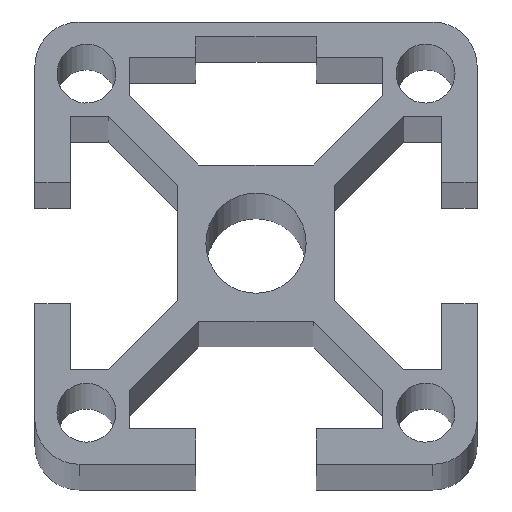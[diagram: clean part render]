
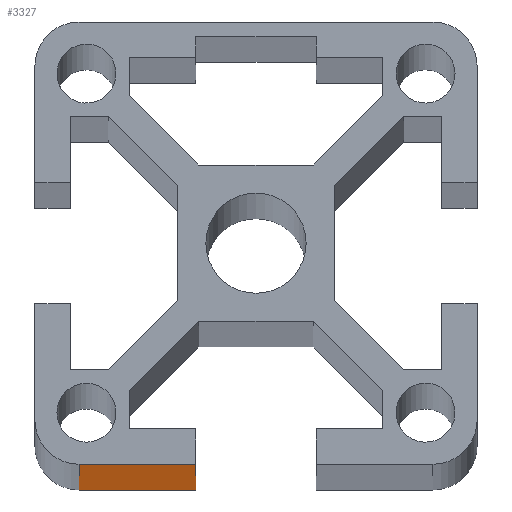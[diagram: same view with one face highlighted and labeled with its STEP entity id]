
A CAD part, top view. The second image highlights one B-rep face of the part: STEP entity #3327.
In plain terms, the highlighted planar face has unit normal (0, -1, 0).
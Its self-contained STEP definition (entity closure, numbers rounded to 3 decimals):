
#1697=ORIENTED_EDGE('',*,*,#2358,.T.);
#1698=ORIENTED_EDGE('',*,*,#2359,.F.);
#1699=ORIENTED_EDGE('',*,*,#2355,.F.);
#1700=ORIENTED_EDGE('',*,*,#2360,.T.);
#1973=VECTOR('',#2709,1.);
#1974=VECTOR('',#2716,1.);
#1975=VECTOR('',#2717,1.);
#1976=VECTOR('',#2718,1.);
#2109=LINE('',#3019,#1973);
#2110=LINE('',#3025,#1974);
#2111=LINE('',#3026,#1975);
#2112=LINE('',#3027,#1976);
#2225=VERTEX_POINT('',#3017);
#2226=VERTEX_POINT('',#3018);
#2227=VERTEX_POINT('',#3023);
#2228=VERTEX_POINT('',#3024);
#2355=EDGE_CURVE('',#2225,#2226,#2109,.T.);
#2358=EDGE_CURVE('',#2227,#2228,#2110,.T.);
#2359=EDGE_CURVE('',#2226,#2228,#2111,.T.);
#2360=EDGE_CURVE('',#2225,#2227,#2112,.T.);
#2459=EDGE_LOOP('',(#1697,#1698,#1699,#1700));
#2531=FACE_BOUND('',#2459,.T.);
#2709=DIRECTION('',(-1000.,0.,0.));
#2714=DIRECTION('',(0.,-1.,0.));
#2715=DIRECTION('',(-1.,0.,0.));
#2716=DIRECTION('',(-1000.,0.,0.));
#2717=DIRECTION('',(0.,0.,7.9));
#2718=DIRECTION('',(0.,0.,7.9));
#3017=CARTESIAN_POINT('',(1000.,-15.,-12.));
#3018=CARTESIAN_POINT('',(0.,-15.,-12.));
#3019=CARTESIAN_POINT('',(1000.,-15.,-12.));
#3022=CARTESIAN_POINT('',(1000.,-15.,-4.1));
#3023=CARTESIAN_POINT('',(1000.,-15.,-4.1));
#3024=CARTESIAN_POINT('',(0.,-15.,-4.1));
#3025=CARTESIAN_POINT('',(1000.,-15.,-4.1));
#3026=CARTESIAN_POINT('',(0.,-15.,-12.));
#3027=CARTESIAN_POINT('',(1000.,-15.,-12.));
#3212=AXIS2_PLACEMENT_3D('',#3022,#2714,#2715);
#3278=PLANE('',#3212);
#3327=ADVANCED_FACE('',(#2531),#3278,.T.);
